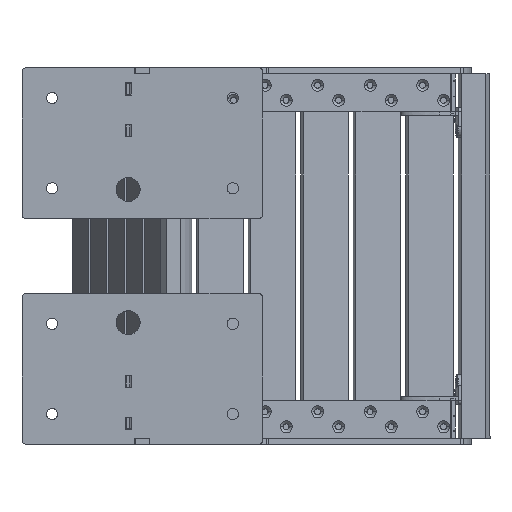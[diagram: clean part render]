
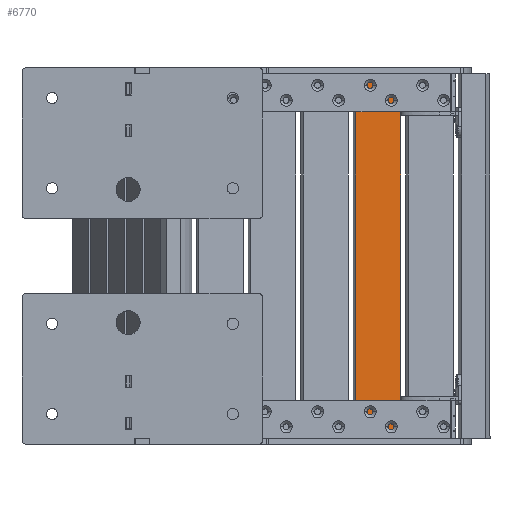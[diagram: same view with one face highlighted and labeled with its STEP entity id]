
A CAD part, front view. The second image highlights one B-rep face of the part: STEP entity #6770.
In plain terms, the highlighted face is planar.
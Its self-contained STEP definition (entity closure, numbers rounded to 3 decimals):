
#359 = EDGE_CURVE ( 'NONE', #16586, #6676, #17499, .T. ) ;
#456 = VERTEX_POINT ( 'NONE', #21767 ) ;
#508 = EDGE_CURVE ( 'NONE', #22757, #16586, #16196, .T. ) ;
#614 = AXIS2_PLACEMENT_3D ( 'NONE', #7449, #15328, #9526 ) ;
#3760 = EDGE_CURVE ( 'NONE', #456, #6676, #13293, .T. ) ;
#3963 = DIRECTION ( 'NONE',  ( 0., -1., 0. ) ) ;
#5233 = CARTESIAN_POINT ( 'NONE',  ( -20., -30., 0. ) ) ;
#6364 = CARTESIAN_POINT ( 'NONE',  ( -20., 30., 484. ) ) ;
#6423 = VECTOR ( 'NONE', #14261, 1000. ) ;
#6676 = VERTEX_POINT ( 'NONE', #5233 ) ;
#6770 = ADVANCED_FACE ( 'NONE', ( #11850 ), #23481, .F. ) ;
#7230 = CARTESIAN_POINT ( 'NONE',  ( -20., 30., 484. ) ) ;
#7446 = CARTESIAN_POINT ( 'NONE',  ( -20., -30., 484. ) ) ;
#7449 = CARTESIAN_POINT ( 'NONE',  ( -20., -30., 484. ) ) ;
#7790 = VECTOR ( 'NONE', #18493, 1000. ) ;
#9526 = DIRECTION ( 'NONE',  ( 0., 0., -1. ) ) ;
#10726 = EDGE_CURVE ( 'NONE', #22757, #456, #24961, .T. ) ;
#10751 = ORIENTED_EDGE ( 'NONE', *, *, #508, .F. ) ;
#11850 = FACE_OUTER_BOUND ( 'NONE', #15075, .T. ) ;
#11953 = CARTESIAN_POINT ( 'NONE',  ( -20., -30., 484. ) ) ;
#13293 = LINE ( 'NONE', #15609, #24141 ) ;
#13763 = DIRECTION ( 'NONE',  ( 0., 0., -1. ) ) ;
#13901 = ORIENTED_EDGE ( 'NONE', *, *, #3760, .T. ) ;
#14261 = DIRECTION ( 'NONE',  ( 0., -1., 0. ) ) ;
#15075 = EDGE_LOOP ( 'NONE', ( #13901, #21121, #10751, #17907 ) ) ;
#15328 = DIRECTION ( 'NONE',  ( 1., 0., 0. ) ) ;
#15609 = CARTESIAN_POINT ( 'NONE',  ( -20., -30., 0. ) ) ;
#16196 = LINE ( 'NONE', #11953, #6423 ) ;
#16586 = VERTEX_POINT ( 'NONE', #7446 ) ;
#17499 = LINE ( 'NONE', #25409, #25493 ) ;
#17907 = ORIENTED_EDGE ( 'NONE', *, *, #10726, .T. ) ;
#18493 = DIRECTION ( 'NONE',  ( 0., 0., -1. ) ) ;
#21121 = ORIENTED_EDGE ( 'NONE', *, *, #359, .F. ) ;
#21767 = CARTESIAN_POINT ( 'NONE',  ( -20., 30., 0. ) ) ;
#22757 = VERTEX_POINT ( 'NONE', #6364 ) ;
#23481 = PLANE ( 'NONE',  #614 ) ;
#24141 = VECTOR ( 'NONE', #3963, 1000. ) ;
#24961 = LINE ( 'NONE', #7230, #7790 ) ;
#25409 = CARTESIAN_POINT ( 'NONE',  ( -20., -30., 484. ) ) ;
#25493 = VECTOR ( 'NONE', #13763, 1000. ) ;
